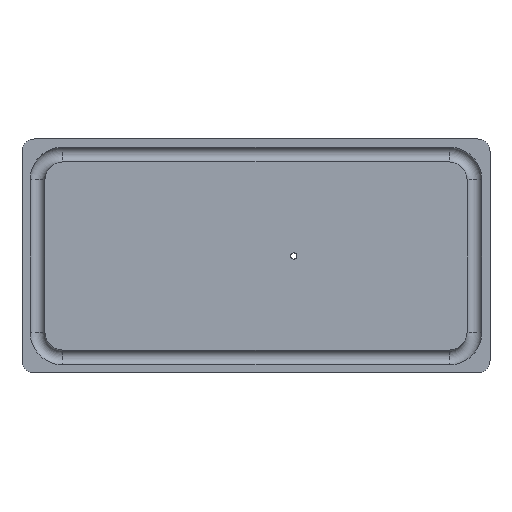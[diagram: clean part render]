
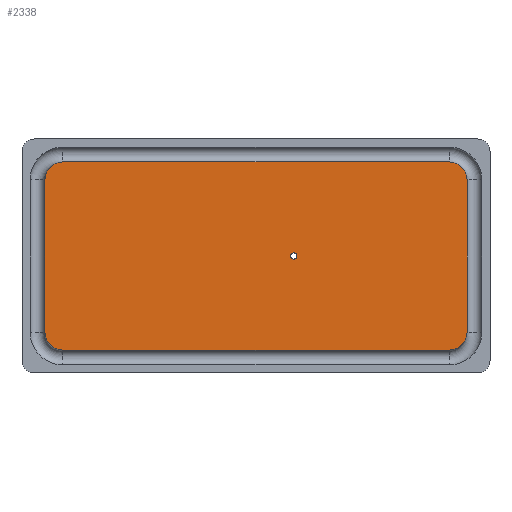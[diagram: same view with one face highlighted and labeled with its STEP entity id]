
A CAD part, front view. The second image highlights one B-rep face of the part: STEP entity #2338.
In plain terms, the highlighted planar face has unit normal (0, -1, 0).
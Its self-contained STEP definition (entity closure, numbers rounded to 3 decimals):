
#58=FACE_BOUND('',#441,.T.);
#109=PLANE('',#2577);
#297=FACE_OUTER_BOUND('',#440,.T.);
#440=EDGE_LOOP('',(#2106,#2107,#2108,#2109,#2110,#2111,#2112,#2113));
#441=EDGE_LOOP('',(#2114));
#620=LINE('',#4507,#801);
#622=LINE('',#4519,#803);
#624=LINE('',#4531,#805);
#626=LINE('',#4541,#807);
#801=VECTOR('',#3157,10.);
#803=VECTOR('',#3171,10.);
#805=VECTOR('',#3185,10.);
#807=VECTOR('',#3199,10.);
#891=CIRCLE('',#2526,1.);
#905=CIRCLE('',#2556,5.634);
#909=CIRCLE('',#2562,5.634);
#913=CIRCLE('',#2568,5.634);
#917=CIRCLE('',#2574,5.634);
#1115=VERTEX_POINT('',#4414);
#1123=VERTEX_POINT('',#4498);
#1124=VERTEX_POINT('',#4500);
#1126=VERTEX_POINT('',#4506);
#1128=VERTEX_POINT('',#4512);
#1130=VERTEX_POINT('',#4518);
#1132=VERTEX_POINT('',#4524);
#1134=VERTEX_POINT('',#4530);
#1136=VERTEX_POINT('',#4536);
#1431=EDGE_CURVE('',#1115,#1115,#891,.T.);
#1455=EDGE_CURVE('',#1124,#1123,#905,.T.);
#1458=EDGE_CURVE('',#1126,#1124,#620,.T.);
#1461=EDGE_CURVE('',#1128,#1126,#909,.T.);
#1464=EDGE_CURVE('',#1130,#1128,#622,.T.);
#1467=EDGE_CURVE('',#1132,#1130,#913,.T.);
#1470=EDGE_CURVE('',#1134,#1132,#624,.T.);
#1473=EDGE_CURVE('',#1136,#1134,#917,.T.);
#1476=EDGE_CURVE('',#1123,#1136,#626,.T.);
#2106=ORIENTED_EDGE('',*,*,#1467,.T.);
#2107=ORIENTED_EDGE('',*,*,#1464,.T.);
#2108=ORIENTED_EDGE('',*,*,#1461,.T.);
#2109=ORIENTED_EDGE('',*,*,#1458,.T.);
#2110=ORIENTED_EDGE('',*,*,#1455,.T.);
#2111=ORIENTED_EDGE('',*,*,#1476,.T.);
#2112=ORIENTED_EDGE('',*,*,#1473,.T.);
#2113=ORIENTED_EDGE('',*,*,#1470,.T.);
#2114=ORIENTED_EDGE('',*,*,#1431,.T.);
#2338=ADVANCED_FACE('',(#297,#58),#109,.F.);
#2526=AXIS2_PLACEMENT_3D('',#4416,#3080,#3081);
#2556=AXIS2_PLACEMENT_3D('',#4501,#3150,#3151);
#2562=AXIS2_PLACEMENT_3D('',#4513,#3164,#3165);
#2568=AXIS2_PLACEMENT_3D('',#4525,#3178,#3179);
#2574=AXIS2_PLACEMENT_3D('',#4537,#3192,#3193);
#2577=AXIS2_PLACEMENT_3D('',#4542,#3200,#3201);
#3080=DIRECTION('center_axis',(0.,1.,0.));
#3081=DIRECTION('ref_axis',(-1.,0.,0.));
#3150=DIRECTION('center_axis',(0.,-1.,0.));
#3151=DIRECTION('ref_axis',(0.,0.,-1.));
#3157=DIRECTION('',(0.,0.,-1.));
#3164=DIRECTION('center_axis',(0.,-1.,0.));
#3165=DIRECTION('ref_axis',(0.,0.,-1.));
#3171=DIRECTION('',(-1.,0.,0.));
#3178=DIRECTION('center_axis',(0.,-1.,0.));
#3179=DIRECTION('ref_axis',(0.,0.,-1.));
#3185=DIRECTION('',(0.,0.,1.));
#3192=DIRECTION('center_axis',(0.,-1.,0.));
#3193=DIRECTION('ref_axis',(0.,0.,-1.));
#3199=DIRECTION('',(1.,0.,0.));
#3200=DIRECTION('center_axis',(0.,1.,0.));
#3201=DIRECTION('ref_axis',(1.,0.,0.));
#4414=CARTESIAN_POINT('',(13.1,0.,0.));
#4416=CARTESIAN_POINT('Origin',(12.1,0.,0.));
#4498=CARTESIAN_POINT('',(-62.,0.,-30.134));
#4500=CARTESIAN_POINT('',(-67.634,0.,-24.5));
#4501=CARTESIAN_POINT('Origin',(-62.,0.,-24.5));
#4506=CARTESIAN_POINT('',(-67.634,0.,24.5));
#4507=CARTESIAN_POINT('',(-67.634,0.,24.5));
#4512=CARTESIAN_POINT('',(-62.,0.,30.134));
#4513=CARTESIAN_POINT('Origin',(-62.,0.,24.5));
#4518=CARTESIAN_POINT('',(62.,0.,30.134));
#4519=CARTESIAN_POINT('',(-22.373,0.,30.134));
#4524=CARTESIAN_POINT('',(67.634,0.,24.5));
#4525=CARTESIAN_POINT('Origin',(62.,0.,24.5));
#4530=CARTESIAN_POINT('',(67.634,0.,-24.5));
#4531=CARTESIAN_POINT('',(67.634,0.,-24.5));
#4536=CARTESIAN_POINT('',(62.,0.,-30.134));
#4537=CARTESIAN_POINT('Origin',(62.,0.,-24.5));
#4541=CARTESIAN_POINT('',(-62.,0.,-30.134));
#4542=CARTESIAN_POINT('Origin',(0.,0.,0.));
